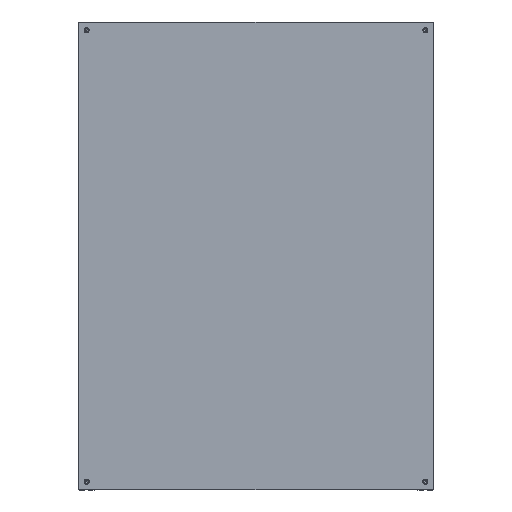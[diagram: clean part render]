
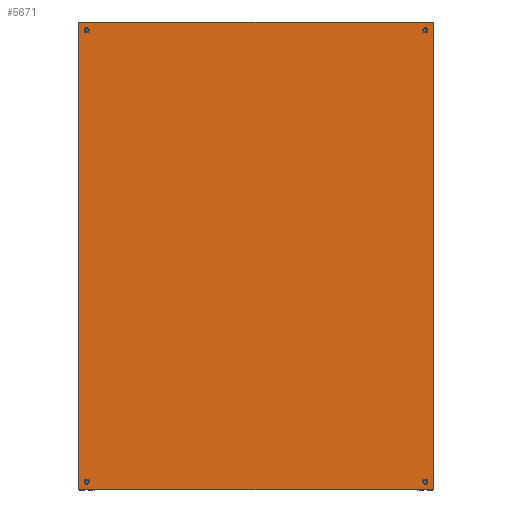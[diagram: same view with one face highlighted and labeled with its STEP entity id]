
A CAD part, top view. The second image highlights one B-rep face of the part: STEP entity #5671.
In plain terms, the highlighted planar face has unit normal (0, 0, 1).
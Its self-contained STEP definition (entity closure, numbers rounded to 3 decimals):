
#112=FACE_BOUND('',#961,.T.);
#113=FACE_BOUND('',#962,.T.);
#114=FACE_BOUND('',#963,.T.);
#115=FACE_BOUND('',#964,.T.);
#312=PLANE('',#6124);
#638=FACE_OUTER_BOUND('',#960,.T.);
#960=EDGE_LOOP('',(#5030,#5031,#5032,#5033));
#961=EDGE_LOOP('',(#5034));
#962=EDGE_LOOP('',(#5035));
#963=EDGE_LOOP('',(#5036));
#964=EDGE_LOOP('',(#5037));
#1086=CIRCLE('',#6109,4.);
#1088=CIRCLE('',#6112,4.);
#1090=CIRCLE('',#6115,4.);
#1092=CIRCLE('',#6118,4.);
#1680=LINE('',#9002,#2336);
#1683=LINE('',#9008,#2339);
#1686=LINE('',#9014,#2342);
#1689=LINE('',#9018,#2345);
#2336=VECTOR('',#7444,10.);
#2339=VECTOR('',#7449,10.);
#2342=VECTOR('',#7454,10.);
#2345=VECTOR('',#7459,10.);
#2854=VERTEX_POINT('',#8972);
#2856=VERTEX_POINT('',#8978);
#2858=VERTEX_POINT('',#8984);
#2860=VERTEX_POINT('',#8990);
#2864=VERTEX_POINT('',#8999);
#2865=VERTEX_POINT('',#9001);
#2867=VERTEX_POINT('',#9007);
#2869=VERTEX_POINT('',#9013);
#3578=EDGE_CURVE('',#2854,#2854,#1086,.T.);
#3581=EDGE_CURVE('',#2856,#2856,#1088,.T.);
#3584=EDGE_CURVE('',#2858,#2858,#1090,.T.);
#3587=EDGE_CURVE('',#2860,#2860,#1092,.T.);
#3592=EDGE_CURVE('',#2865,#2864,#1680,.T.);
#3595=EDGE_CURVE('',#2867,#2865,#1683,.T.);
#3598=EDGE_CURVE('',#2869,#2867,#1686,.T.);
#3601=EDGE_CURVE('',#2864,#2869,#1689,.T.);
#5030=ORIENTED_EDGE('',*,*,#3601,.T.);
#5031=ORIENTED_EDGE('',*,*,#3598,.T.);
#5032=ORIENTED_EDGE('',*,*,#3595,.T.);
#5033=ORIENTED_EDGE('',*,*,#3592,.T.);
#5034=ORIENTED_EDGE('',*,*,#3587,.T.);
#5035=ORIENTED_EDGE('',*,*,#3584,.T.);
#5036=ORIENTED_EDGE('',*,*,#3581,.T.);
#5037=ORIENTED_EDGE('',*,*,#3578,.T.);
#5671=ADVANCED_FACE('',(#638,#112,#113,#114,#115),#312,.T.);
#6109=AXIS2_PLACEMENT_3D('',#8973,#7414,#7415);
#6112=AXIS2_PLACEMENT_3D('',#8979,#7421,#7422);
#6115=AXIS2_PLACEMENT_3D('',#8985,#7428,#7429);
#6118=AXIS2_PLACEMENT_3D('',#8991,#7435,#7436);
#6124=AXIS2_PLACEMENT_3D('',#9019,#7460,#7461);
#7414=DIRECTION('center_axis',(0.,0.,-1.));
#7415=DIRECTION('ref_axis',(-1.,0.,0.));
#7421=DIRECTION('center_axis',(0.,0.,-1.));
#7422=DIRECTION('ref_axis',(-1.,0.,0.));
#7428=DIRECTION('center_axis',(0.,0.,-1.));
#7429=DIRECTION('ref_axis',(-1.,0.,0.));
#7435=DIRECTION('center_axis',(0.,0.,-1.));
#7436=DIRECTION('ref_axis',(-1.,0.,0.));
#7444=DIRECTION('',(-1.,0.,0.));
#7449=DIRECTION('',(0.,1.,0.));
#7454=DIRECTION('',(1.,0.,0.));
#7459=DIRECTION('',(0.,-1.,0.));
#7460=DIRECTION('center_axis',(0.,0.,1.));
#7461=DIRECTION('ref_axis',(-1.,0.,0.));
#8972=CARTESIAN_POINT('',(4.,700.,175.2));
#8973=CARTESIAN_POINT('Origin',(0.,700.,175.2));
#8978=CARTESIAN_POINT('',(529.,700.,175.2));
#8979=CARTESIAN_POINT('Origin',(525.,700.,175.2));
#8984=CARTESIAN_POINT('',(529.,0.,175.2));
#8985=CARTESIAN_POINT('Origin',(525.,0.,175.2));
#8990=CARTESIAN_POINT('',(4.,0.,175.2));
#8991=CARTESIAN_POINT('Origin',(0.,0.,175.2));
#8999=CARTESIAN_POINT('',(-12.5,712.5,175.2));
#9001=CARTESIAN_POINT('',(537.5,712.5,175.2));
#9002=CARTESIAN_POINT('',(537.5,712.5,175.2));
#9007=CARTESIAN_POINT('',(537.5,-12.5,175.2));
#9008=CARTESIAN_POINT('',(537.5,-12.5,175.2));
#9013=CARTESIAN_POINT('',(-12.5,-12.5,175.2));
#9014=CARTESIAN_POINT('',(-12.5,-12.5,175.2));
#9018=CARTESIAN_POINT('',(-12.5,712.5,175.2));
#9019=CARTESIAN_POINT('Origin',(262.5,350.,175.2));
